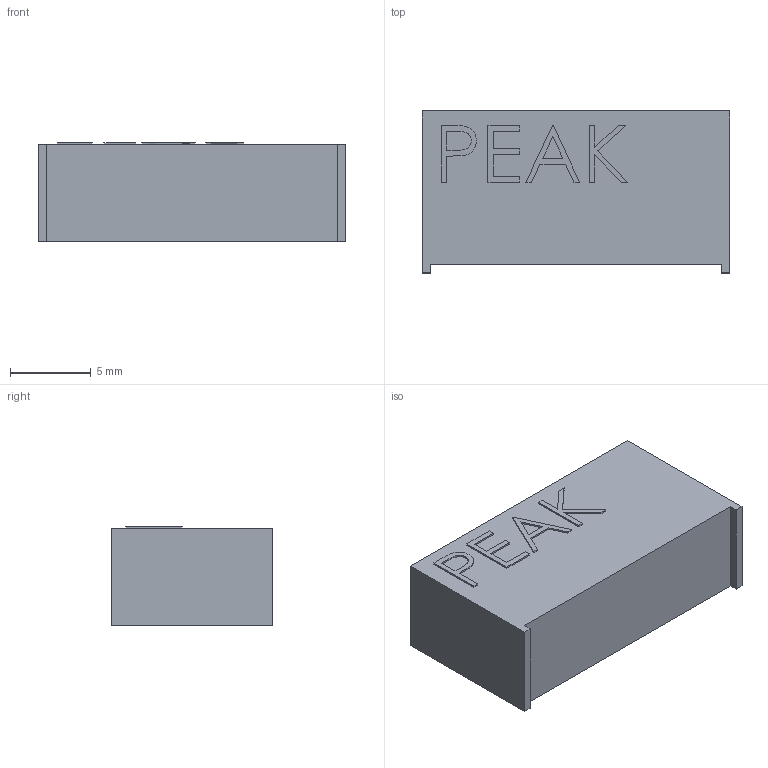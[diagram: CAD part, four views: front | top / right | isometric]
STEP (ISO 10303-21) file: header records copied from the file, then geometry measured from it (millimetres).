
FILE_DESCRIPTION (( 'STEP AP214' ), '1' );
FILE_NAME ('PEAK P10CU-0505ZLF.STEP', '2021-04-14T19:41:36', ( '' ), ( '' ), 'SwSTEP 2.0', 'SolidWorks 2020', '' );
FILE_SCHEMA (( 'AUTOMOTIVE_DESIGN' ));
Length unit declared in the file: millimetre
Products named in the file (1): PEAK P10CU-0505ZLF
Bounding box: 19 x 10 x 6.1 mm (x, y, z)
Volume: 1087.1 mm3; surface area: 744 mm2
Topology: 5 solids, 5 shells, 66 faces, 168 edges, 112 vertices
Faces by surface type: plane 60, bspline 6
Entity records: 2362 total; most frequent: CARTESIAN_POINT 721, ORIENTED_EDGE 336, DIRECTION 278, EDGE_CURVE 168, LINE 156, VECTOR 156, VERTEX_POINT 112, EDGE_LOOP 70
